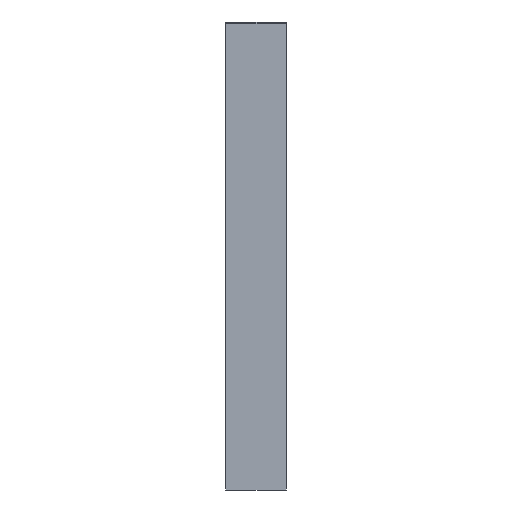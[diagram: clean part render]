
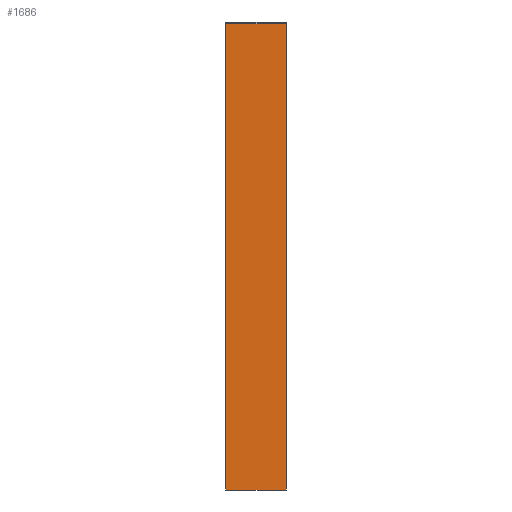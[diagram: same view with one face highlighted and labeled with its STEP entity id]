
A CAD part, left-side view. The second image highlights one B-rep face of the part: STEP entity #1686.
In plain terms, the highlighted planar face has unit normal (-1, 0, 0).
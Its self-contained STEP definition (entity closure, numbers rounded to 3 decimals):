
#14 = VERTEX_POINT ( 'NONE', #2728 ) ;
#355 = CARTESIAN_POINT ( 'NONE',  ( 92., -28.135, -400. ) ) ;
#371 = DIRECTION ( 'NONE',  ( 0., 0., 1. ) ) ;
#488 = VERTEX_POINT ( 'NONE', #805 ) ;
#507 = CARTESIAN_POINT ( 'NONE',  ( 92., 26., -398.49 ) ) ;
#793 = CARTESIAN_POINT ( 'NONE',  ( 92., 26., -400. ) ) ;
#805 = CARTESIAN_POINT ( 'NONE',  ( 92., -26., -0.01 ) ) ;
#823 = ORIENTED_EDGE ( 'NONE', *, *, #3067, .F. ) ;
#939 = VECTOR ( 'NONE', #371, 1000. ) ;
#948 = LINE ( 'NONE', #507, #939 ) ;
#965 = VECTOR ( 'NONE', #2368, 1000. ) ;
#986 = LINE ( 'NONE', #1314, #965 ) ;
#1026 = ORIENTED_EDGE ( 'NONE', *, *, #3178, .F. ) ;
#1257 = CARTESIAN_POINT ( 'NONE',  ( 92., -26., -400. ) ) ;
#1302 = VECTOR ( 'NONE', #2018, 1000. ) ;
#1311 = LINE ( 'NONE', #355, #1302 ) ;
#1314 = CARTESIAN_POINT ( 'NONE',  ( 92., -26., -398.49 ) ) ;
#1365 = ORIENTED_EDGE ( 'NONE', *, *, #1601, .F. ) ;
#1480 = ORIENTED_EDGE ( 'NONE', *, *, #3194, .F. ) ;
#1523 = AXIS2_PLACEMENT_3D ( 'NONE', #2633, #2508, #2474 ) ;
#1601 = EDGE_CURVE ( 'NONE', #14, #488, #2347, .T. ) ;
#1686 = ADVANCED_FACE ( 'NONE', ( #2219 ), #2100, .F. ) ;
#2018 = DIRECTION ( 'NONE',  ( 0., 1., 0. ) ) ;
#2100 = PLANE ( 'NONE',  #1523 ) ;
#2219 = FACE_OUTER_BOUND ( 'NONE', #2616, .T. ) ;
#2304 = VECTOR ( 'NONE', #2928, 1000. ) ;
#2325 = VERTEX_POINT ( 'NONE', #1257 ) ;
#2347 = LINE ( 'NONE', #2923, #2304 ) ;
#2368 = DIRECTION ( 'NONE',  ( 0., 0., -1. ) ) ;
#2474 = DIRECTION ( 'NONE',  ( 0., 0., -1. ) ) ;
#2508 = DIRECTION ( 'NONE',  ( 1., 0., 0. ) ) ;
#2579 = VERTEX_POINT ( 'NONE', #793 ) ;
#2616 = EDGE_LOOP ( 'NONE', ( #1026, #1365, #1480, #823 ) ) ;
#2633 = CARTESIAN_POINT ( 'NONE',  ( 92., 26., -398.49 ) ) ;
#2728 = CARTESIAN_POINT ( 'NONE',  ( 92., 26., -0.01 ) ) ;
#2923 = CARTESIAN_POINT ( 'NONE',  ( 92., 26., -0.01 ) ) ;
#2928 = DIRECTION ( 'NONE',  ( 0., -1., 0. ) ) ;
#3067 = EDGE_CURVE ( 'NONE', #2325, #2579, #1311, .T. ) ;
#3178 = EDGE_CURVE ( 'NONE', #488, #2325, #986, .T. ) ;
#3194 = EDGE_CURVE ( 'NONE', #2579, #14, #948, .T. ) ;
